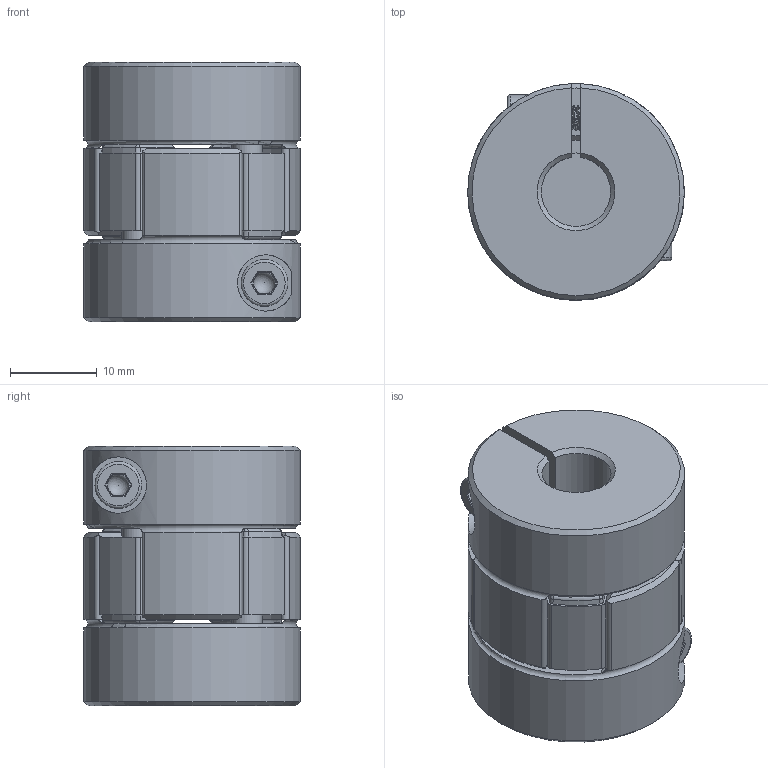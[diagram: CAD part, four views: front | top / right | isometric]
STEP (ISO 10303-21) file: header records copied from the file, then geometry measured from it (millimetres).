
FILE_DESCRIPTION(/* description */ (''),/* implementation_level */ '2;1');
FILE_NAME(/* name */ 'Stepper Coupler D25L30 v2.step',/* time_stamp */ '2018-12-14T23:07:13+01:00',/* author */ ('joepluess'),/* organization */ (''),/* preprocessor_version */ 'ST-DEVELOPER v17.2',/* originating_system */ 'Autodesk Translation Framework v7.6.0.251',/* authorisation */ '');
FILE_SCHEMA (('AUTOMOTIVE_DESIGN { 1 0 10303 214 3 1 1 }'));
Length unit declared in the file: millimetre
Products named in the file (7): Stepper Coupler D25L30; 8x8_Flexible_Spider_Shaft_Coupling; Screw; Coupler R; Plastic; Coupler L; Screw (1)
Assembly tree (6 placements, depth 3):
  Stepper Coupler D25L30
    8x8_Flexible_Spider_Shaft_Coupling
      Screw
      Coupler R
      Plastic
      Coupler L
      Screw (1)
Bounding box: 25 x 25 x 30 mm (x, y, z)
Volume: 12593 mm3; surface area: 7730.3 mm2
Topology: 5 solids, 5 shells, 497 faces, 1312 edges, 823 vertices
Faces by surface type: cylinder 274, plane 75, bspline 50, cone 40, torus 40, sphere 18
Full cylindrical faces by diameter (mm): 2.356 x52, 2.529 x28, 2.927 x52, 3 x2, 3.086 x28, 3.5 x4, 5.4 x2, 9 x2
Entity records: 28157 total; most frequent: CARTESIAN_POINT 16708, ORIENTED_EDGE 2586, DIRECTION 2040, EDGE_CURVE 1293, AXIS2_PLACEMENT_3D 851, VERTEX_POINT 823, B_SPLINE_CURVE_WITH_KNOTS 558, EDGE_LOOP 520
